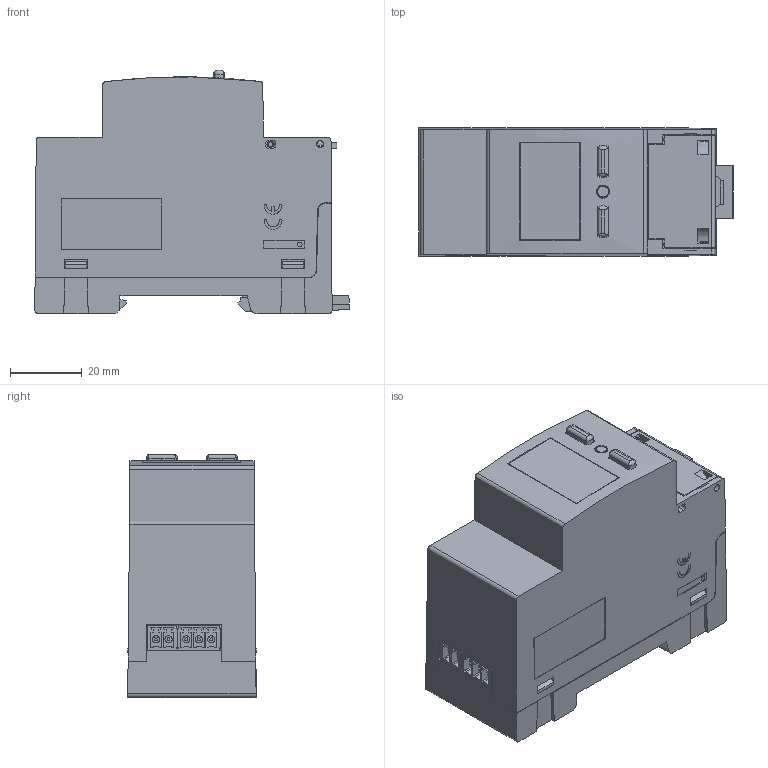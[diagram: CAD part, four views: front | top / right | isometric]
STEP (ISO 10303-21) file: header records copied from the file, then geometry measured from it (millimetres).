
FILE_DESCRIPTION(('CATIA V5 STEP Exchange','CAx-IF Rec.Pracs.--- Model Styling and Organization---1.4--- 2014-01-23'),'2;1');
FILE_NAME('D2.stp','2019-02-18T13:37:15+00:00',('Utente Bticino'),('Bticino S.p.A.'),'CATIA Version 5-6 Release 2017 SP3','CATIA V5 STEP AP214','none');
FILE_SCHEMA(('AUTOMOTIVE_DESIGN { 1 0 10303 214 1 1 1 1 }'));
Products named in the file (173): Product4; EG03164A; CC00061AA Gabbietta; CJ00026AA; CJ00027AA_5; EG03165A; EG03166A; L; EG03163A; Shunt group; Shunt tore screw_X4_MOD DEF VARESE; EA00546A; Product7; EB02756AA CLAMP COVER D4 63A; EB02756AA CLAMP COVER D4 63A.1; Part76; Part2; G010565A; A0-LED&&&SMD-MTR_LED_LR-T67F; EH00676A; EB02845A; PCB DISP D2 ; HS01963SA_DISPLAY.pcb; INK_LA_f_mark-INK_LA; INK_LB_f_mark-INK_LB; 01150001_SOIC-8; 03171610_C0603.4; antenna&&&24x18&&&top_ANTENNA_ZIGBE_24x18_top; 09097036_SW_6,15x3,8&&&h=1.1; 00116510_R0603.5; 06130009_SOT23; 09190017_STELVIO_SKRS_1638; 08100002_LED_LR-T67F; 03171411_C0603.1; 03141123_C0603; 09190021_KONTEL_-503811301440; 00116375_R0603; 03141211_C0603; 00116447_R0603.6; 00111222_R1206 ...
Assembly tree (282 placements, depth 3):
  Product4
    EG03164A
    CC00061AA Gabbietta  x3
    CJ00026AA  x2
    CJ00027AA_5  x2
    EG03165A
    EG03166A
    L  x2
    EG03163A
    Shunt group
      Shunt tore screw_X4_MOD DEF VARESE
    EA00546A
    Product7
      EB02756AA CLAMP COVER D4 63A
      EB02756AA CLAMP COVER D4 63A.1
    Part76
    Part2
    G010565A  x2
    A0-LED&&&SMD-MTR_LED_LR-T67F
    EH00676A
    EB02845A
    PCB DISP D2 
      HS01963SA_DISPLAY.pcb
      INK_LA_f_mark-INK_LA
      INK_LB_f_mark-INK_LB
      01150001_SOIC-8
      03171610_C0603.4  x2
      antenna&&&24x18&&&top_ANTENNA_ZIGBE_24x18_top
      09097036_SW_6,15x3,8&&&h=1.1  x2
      00116510_R0603.5  x5
      06130009_SOT23
      09190017_STELVIO_SKRS_1638
      08100002_LED_LR-T67F
      03171411_C0603.1
      03141123_C0603
      09190021_KONTEL_-503811301440
      00116375_R0603
      03141211_C0603  x2
      00116447_R0603.6  x4
      00111222_R1206
      00116310_R0603
      06130002_SOT23  x2
      00111008_R0603_ALT-PAD27X36-CUSTOM.7
    DLSP-1-18M  x2
    E003684A
    Product8
      Part3
      Part3.1
      Part5
      G009118AA SHUNT.1
      023675000-1 IME VERSION  x2
    SCHEDA MICRO D2 
      HS01985TA_MICRO1.pcb
      09199001_R0603
      09051134_TA554
      01145028_DPACK_NO_OBSTRUCT
      01170770_TQFP10X10_64_no_fiducial
      01140052_SOT23-5
      09190022_FPC_8pin_1mm_1.3
      03171004_C0603.7  x7
Bounding box: 87.74 x 35.86 x 67.85 mm (x, y, z)
Volume: 87354 mm3; surface area: 120476.5 mm2
Topology: 293 solids, 489 shells, 7284 faces, 20419 edges, 14010 vertices
Faces by surface type: plane 5715, cylinder 1029, cone 181, bspline 145, torus 94, extrusion 56, revolution 40, sphere 24
Entity records: 191187 total; most frequent: CARTESIAN_POINT 44699, ORIENTED_EDGE 31532, DIRECTION 24435, EDGE_CURVE 16042, VECTOR 11665, LINE 11629, VERTEX_POINT 10892, AXIS2_PLACEMENT_3D 7077
